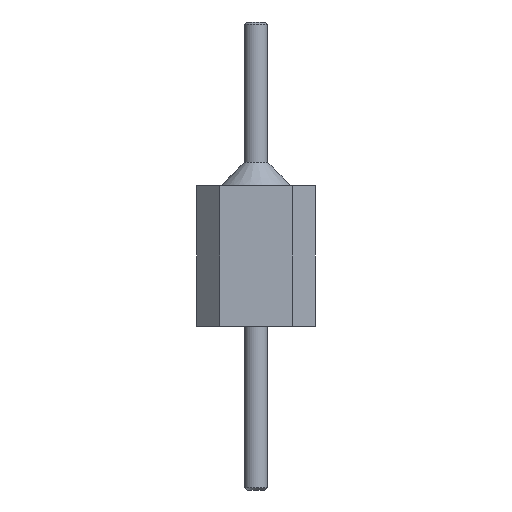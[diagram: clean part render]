
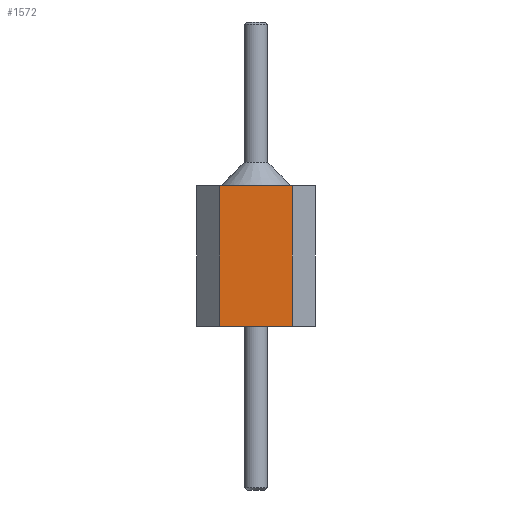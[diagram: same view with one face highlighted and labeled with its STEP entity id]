
A CAD part, front view. The second image highlights one B-rep face of the part: STEP entity #1572.
In plain terms, the highlighted planar face has unit normal (0, -1, 0).
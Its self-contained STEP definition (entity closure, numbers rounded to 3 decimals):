
#1516 = VERTEX_POINT('',#1517);
#1517 = CARTESIAN_POINT('',(-0.775,-1.27,3.));
#1523 = EDGE_CURVE('',#1524,#1516,#1526,.T.);
#1524 = VERTEX_POINT('',#1525);
#1525 = CARTESIAN_POINT('',(-0.775,-1.27,0.));
#1526 = LINE('',#1527,#1528);
#1527 = CARTESIAN_POINT('',(-0.775,-1.27,0.));
#1528 = VECTOR('',#1529,1.);
#1529 = DIRECTION('',(0.,0.,1.));
#1572 = ADVANCED_FACE('',(#1573),#1598,.F.);
#1573 = FACE_BOUND('',#1574,.F.);
#1574 = EDGE_LOOP('',(#1575,#1576,#1584,#1592));
#1575 = ORIENTED_EDGE('',*,*,#1523,.T.);
#1576 = ORIENTED_EDGE('',*,*,#1577,.T.);
#1577 = EDGE_CURVE('',#1516,#1578,#1580,.T.);
#1578 = VERTEX_POINT('',#1579);
#1579 = CARTESIAN_POINT('',(0.775,-1.27,3.));
#1580 = LINE('',#1581,#1582);
#1581 = CARTESIAN_POINT('',(-0.775,-1.27,3.));
#1582 = VECTOR('',#1583,1.);
#1583 = DIRECTION('',(1.,0.,0.));
#1584 = ORIENTED_EDGE('',*,*,#1585,.F.);
#1585 = EDGE_CURVE('',#1586,#1578,#1588,.T.);
#1586 = VERTEX_POINT('',#1587);
#1587 = CARTESIAN_POINT('',(0.775,-1.27,0.));
#1588 = LINE('',#1589,#1590);
#1589 = CARTESIAN_POINT('',(0.775,-1.27,0.));
#1590 = VECTOR('',#1591,1.);
#1591 = DIRECTION('',(0.,0.,1.));
#1592 = ORIENTED_EDGE('',*,*,#1593,.F.);
#1593 = EDGE_CURVE('',#1524,#1586,#1594,.T.);
#1594 = LINE('',#1595,#1596);
#1595 = CARTESIAN_POINT('',(-0.775,-1.27,0.));
#1596 = VECTOR('',#1597,1.);
#1597 = DIRECTION('',(1.,0.,0.));
#1598 = PLANE('',#1599);
#1599 = AXIS2_PLACEMENT_3D('',#1600,#1601,#1602);
#1600 = CARTESIAN_POINT('',(-0.775,-1.27,0.));
#1601 = DIRECTION('',(0.,1.,0.));
#1602 = DIRECTION('',(1.,0.,0.));
